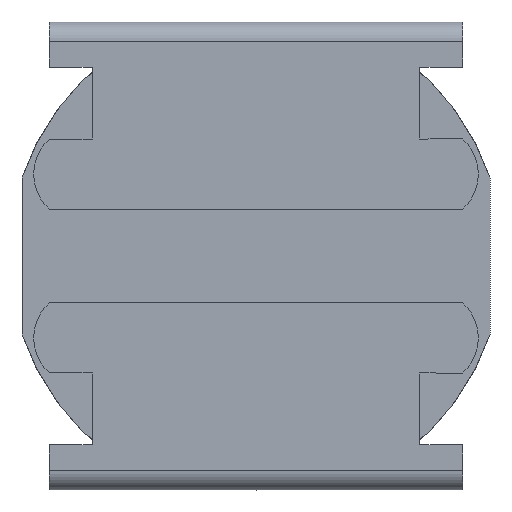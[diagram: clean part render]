
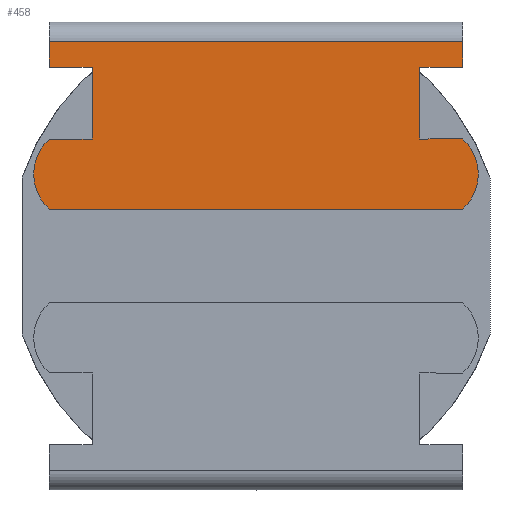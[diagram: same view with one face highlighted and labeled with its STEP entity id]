
A CAD part, front view. The second image highlights one B-rep face of the part: STEP entity #458.
In plain terms, the highlighted planar face has unit normal (0, -1, 0).
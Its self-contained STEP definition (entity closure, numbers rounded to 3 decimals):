
#15 = DIRECTION ( 'NONE',  ( 1., 0., 0. ) ) ;
#31 = EDGE_CURVE ( 'NONE', #462, #379, #1105, .T. ) ;
#42 = EDGE_CURVE ( 'NONE', #924, #401, #632, .T. ) ;
#48 = LINE ( 'NONE', #723, #314 ) ;
#87 = CARTESIAN_POINT ( 'NONE',  ( 2.65, 0., 2.75 ) ) ;
#114 = FACE_OUTER_BOUND ( 'NONE', #875, .T. ) ;
#123 = DIRECTION ( 'NONE',  ( 0., 0., 1. ) ) ;
#137 = DIRECTION ( 'NONE',  ( 0., 0., -1. ) ) ;
#168 = CARTESIAN_POINT ( 'NONE',  ( -2.65, 0., 0.6 ) ) ;
#188 = EDGE_CURVE ( 'NONE', #401, #977, #1515, .T. ) ;
#192 = CARTESIAN_POINT ( 'NONE',  ( -2.1, 0., 1.5 ) ) ;
#206 = DIRECTION ( 'NONE',  ( -1., 0., 0. ) ) ;
#257 = DIRECTION ( 'NONE',  ( 0., -1., 0. ) ) ;
#260 = VECTOR ( 'NONE', #504, 1000. ) ;
#268 = EDGE_CURVE ( 'NONE', #977, #873, #565, .T. ) ;
#272 = CARTESIAN_POINT ( 'NONE',  ( -2.1, 0., 2.42 ) ) ;
#298 = VERTEX_POINT ( 'NONE', #1625 ) ;
#314 = VECTOR ( 'NONE', #15, 1000. ) ;
#315 = VECTOR ( 'NONE', #581, 1000. ) ;
#322 = ORIENTED_EDGE ( 'NONE', *, *, #1612, .F. ) ;
#323 = DIRECTION ( 'NONE',  ( 1., 0., 0. ) ) ;
#343 = VECTOR ( 'NONE', #323, 1000. ) ;
#361 = VECTOR ( 'NONE', #2131, 1000. ) ;
#379 = VERTEX_POINT ( 'NONE', #1398 ) ;
#401 = VERTEX_POINT ( 'NONE', #1913 ) ;
#458 = ADVANCED_FACE ( 'NONE', ( #114 ), #933, .T. ) ;
#462 = VERTEX_POINT ( 'NONE', #2108 ) ;
#466 = ORIENTED_EDGE ( 'NONE', *, *, #1595, .F. ) ;
#504 = DIRECTION ( 'NONE',  ( -1., 0., 0. ) ) ;
#559 = AXIS2_PLACEMENT_3D ( 'NONE', #1822, #827, #137 ) ;
#565 = LINE ( 'NONE', #272, #1137 ) ;
#581 = DIRECTION ( 'NONE',  ( 0., 0., -1. ) ) ;
#604 = ORIENTED_EDGE ( 'NONE', *, *, #1957, .F. ) ;
#621 = VECTOR ( 'NONE', #206, 1000. ) ;
#629 = CARTESIAN_POINT ( 'NONE',  ( -2.244, 0., 1.05 ) ) ;
#632 = CIRCLE ( 'NONE', #559, 0.606 ) ;
#723 = CARTESIAN_POINT ( 'NONE',  ( 2.1, 0., 1.5 ) ) ;
#728 = LINE ( 'NONE', #168, #260 ) ;
#753 = AXIS2_PLACEMENT_3D ( 'NONE', #629, #257, #1110 ) ;
#769 = VERTEX_POINT ( 'NONE', #1996 ) ;
#776 = EDGE_CURVE ( 'NONE', #870, #1922, #2123, .T. ) ;
#792 = DIRECTION ( 'NONE',  ( 0., 0., 1. ) ) ;
#827 = DIRECTION ( 'NONE',  ( 0., 1., 0. ) ) ;
#870 = VERTEX_POINT ( 'NONE', #1863 ) ;
#873 = VERTEX_POINT ( 'NONE', #1025 ) ;
#875 = EDGE_LOOP ( 'NONE', ( #2035, #1597, #1820, #322, #1449, #1947, #1364, #604, #1545, #466, #1855, #1469 ) ) ;
#877 = CARTESIAN_POINT ( 'NONE',  ( 2.65, 0., 2.75 ) ) ;
#924 = VERTEX_POINT ( 'NONE', #1047 ) ;
#933 = PLANE ( 'NONE',  #753 ) ;
#968 = DIRECTION ( 'NONE',  ( 0., 1., 0. ) ) ;
#977 = VERTEX_POINT ( 'NONE', #192 ) ;
#1009 = EDGE_CURVE ( 'NONE', #2079, #1941, #1356, .T. ) ;
#1018 = LINE ( 'NONE', #1125, #361 ) ;
#1025 = CARTESIAN_POINT ( 'NONE',  ( -2.1, 0., 2.42 ) ) ;
#1047 = CARTESIAN_POINT ( 'NONE',  ( -2.65, 0., 0.6 ) ) ;
#1067 = VECTOR ( 'NONE', #792, 1000. ) ;
#1069 = LINE ( 'NONE', #877, #621 ) ;
#1105 = LINE ( 'NONE', #1999, #1139 ) ;
#1110 = DIRECTION ( 'NONE',  ( 0., 0., -1. ) ) ;
#1125 = CARTESIAN_POINT ( 'NONE',  ( 2.65, 0., 2.42 ) ) ;
#1137 = VECTOR ( 'NONE', #2141, 1000. ) ;
#1139 = VECTOR ( 'NONE', #1668, 1000. ) ;
#1305 = CARTESIAN_POINT ( 'NONE',  ( 2.65, 0., 0.6 ) ) ;
#1334 = LINE ( 'NONE', #1369, #1669 ) ;
#1356 = LINE ( 'NONE', #1928, #315 ) ;
#1364 = ORIENTED_EDGE ( 'NONE', *, *, #42, .F. ) ;
#1369 = CARTESIAN_POINT ( 'NONE',  ( -2.65, 0., 2.42 ) ) ;
#1398 = CARTESIAN_POINT ( 'NONE',  ( 2.1, 0., 1.5 ) ) ;
#1429 = LINE ( 'NONE', #1604, #1067 ) ;
#1449 = ORIENTED_EDGE ( 'NONE', *, *, #268, .F. ) ;
#1455 = CARTESIAN_POINT ( 'NONE',  ( 2.65, 0., 2.42 ) ) ;
#1469 = ORIENTED_EDGE ( 'NONE', *, *, #2004, .F. ) ;
#1515 = LINE ( 'NONE', #2022, #343 ) ;
#1545 = ORIENTED_EDGE ( 'NONE', *, *, #776, .F. ) ;
#1595 = EDGE_CURVE ( 'NONE', #379, #870, #48, .T. ) ;
#1597 = ORIENTED_EDGE ( 'NONE', *, *, #1642, .T. ) ;
#1604 = CARTESIAN_POINT ( 'NONE',  ( -2.65, 0., 3. ) ) ;
#1612 = EDGE_CURVE ( 'NONE', #873, #769, #1334, .T. ) ;
#1625 = CARTESIAN_POINT ( 'NONE',  ( -2.65, 0., 2.75 ) ) ;
#1642 = EDGE_CURVE ( 'NONE', #2079, #298, #1069, .T. ) ;
#1668 = DIRECTION ( 'NONE',  ( 0., 0., -1. ) ) ;
#1669 = VECTOR ( 'NONE', #1753, 1000. ) ;
#1753 = DIRECTION ( 'NONE',  ( -1., 0., 0. ) ) ;
#1810 = CARTESIAN_POINT ( 'NONE',  ( 2.244, 0., 1.05 ) ) ;
#1820 = ORIENTED_EDGE ( 'NONE', *, *, #1977, .F. ) ;
#1822 = CARTESIAN_POINT ( 'NONE',  ( -2.244, 0., 1.05 ) ) ;
#1855 = ORIENTED_EDGE ( 'NONE', *, *, #31, .F. ) ;
#1863 = CARTESIAN_POINT ( 'NONE',  ( 2.65, 0., 1.5 ) ) ;
#1913 = CARTESIAN_POINT ( 'NONE',  ( -2.65, 0., 1.5 ) ) ;
#1922 = VERTEX_POINT ( 'NONE', #1305 ) ;
#1928 = CARTESIAN_POINT ( 'NONE',  ( 2.65, 0., 3. ) ) ;
#1937 = AXIS2_PLACEMENT_3D ( 'NONE', #1810, #968, #123 ) ;
#1941 = VERTEX_POINT ( 'NONE', #1455 ) ;
#1947 = ORIENTED_EDGE ( 'NONE', *, *, #188, .F. ) ;
#1957 = EDGE_CURVE ( 'NONE', #1922, #924, #728, .T. ) ;
#1977 = EDGE_CURVE ( 'NONE', #769, #298, #1429, .T. ) ;
#1996 = CARTESIAN_POINT ( 'NONE',  ( -2.65, 0., 2.42 ) ) ;
#1999 = CARTESIAN_POINT ( 'NONE',  ( 2.1, 0., 2.42 ) ) ;
#2004 = EDGE_CURVE ( 'NONE', #1941, #462, #1018, .T. ) ;
#2022 = CARTESIAN_POINT ( 'NONE',  ( -2.1, 0., 1.5 ) ) ;
#2035 = ORIENTED_EDGE ( 'NONE', *, *, #1009, .F. ) ;
#2079 = VERTEX_POINT ( 'NONE', #87 ) ;
#2108 = CARTESIAN_POINT ( 'NONE',  ( 2.1, 0., 2.42 ) ) ;
#2123 = CIRCLE ( 'NONE', #1937, 0.606 ) ;
#2131 = DIRECTION ( 'NONE',  ( -1., 0., 0. ) ) ;
#2141 = DIRECTION ( 'NONE',  ( 0., 0., 1. ) ) ;
